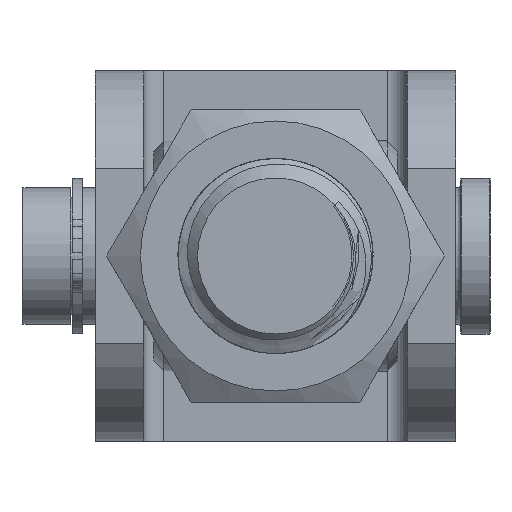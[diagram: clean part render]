
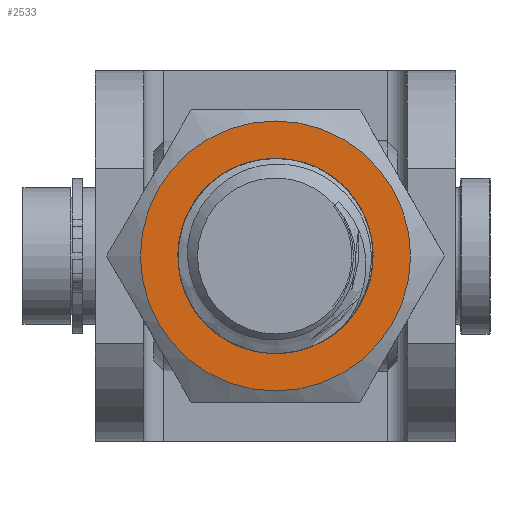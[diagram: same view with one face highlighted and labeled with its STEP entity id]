
A CAD part, front view. The second image highlights one B-rep face of the part: STEP entity #2533.
In plain terms, the highlighted face is planar.
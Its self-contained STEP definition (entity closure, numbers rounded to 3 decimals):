
#256=FACE_BOUND('',#585,.T.);
#282=PLANE('',#2885);
#424=FACE_OUTER_BOUND('',#584,.T.);
#584=EDGE_LOOP('',(#2264,#2265));
#585=EDGE_LOOP('',(#2266));
#939=CIRCLE('',#2884,10.);
#940=CIRCLE('',#2886,13.85);
#941=CIRCLE('',#2887,13.85);
#1171=VERTEX_POINT('',#13116);
#1172=VERTEX_POINT('',#13120);
#1173=VERTEX_POINT('',#13121);
#1537=EDGE_CURVE('',#1171,#1171,#939,.T.);
#1539=EDGE_CURVE('',#1172,#1173,#940,.T.);
#1540=EDGE_CURVE('',#1173,#1172,#941,.T.);
#2264=ORIENTED_EDGE('',*,*,#1539,.T.);
#2265=ORIENTED_EDGE('',*,*,#1540,.T.);
#2266=ORIENTED_EDGE('',*,*,#1537,.F.);
#2533=ADVANCED_FACE('',(#424,#256),#282,.T.);
#2884=AXIS2_PLACEMENT_3D('',#13117,#3444,#3445);
#2885=AXIS2_PLACEMENT_3D('',#13119,#3447,#3448);
#2886=AXIS2_PLACEMENT_3D('',#13122,#3449,#3450);
#2887=AXIS2_PLACEMENT_3D('',#13123,#3451,#3452);
#3444=DIRECTION('center_axis',(1.,0.,0.));
#3445=DIRECTION('ref_axis',(0.,0.,1.));
#3447=DIRECTION('center_axis',(1.,0.,0.));
#3448=DIRECTION('ref_axis',(0.,0.,-1.));
#3449=DIRECTION('center_axis',(1.,0.,0.));
#3450=DIRECTION('ref_axis',(0.,1.,0.));
#3451=DIRECTION('center_axis',(1.,0.,0.));
#3452=DIRECTION('ref_axis',(0.,1.,0.));
#13116=CARTESIAN_POINT('',(16.,0.,-10.));
#13117=CARTESIAN_POINT('Origin',(16.,0.,0.));
#13119=CARTESIAN_POINT('Origin',(16.,0.,0.));
#13120=CARTESIAN_POINT('',(16.,13.85,0.));
#13121=CARTESIAN_POINT('',(16.,-13.85,0.));
#13122=CARTESIAN_POINT('Origin',(16.,0.,0.));
#13123=CARTESIAN_POINT('Origin',(16.,0.,0.));
